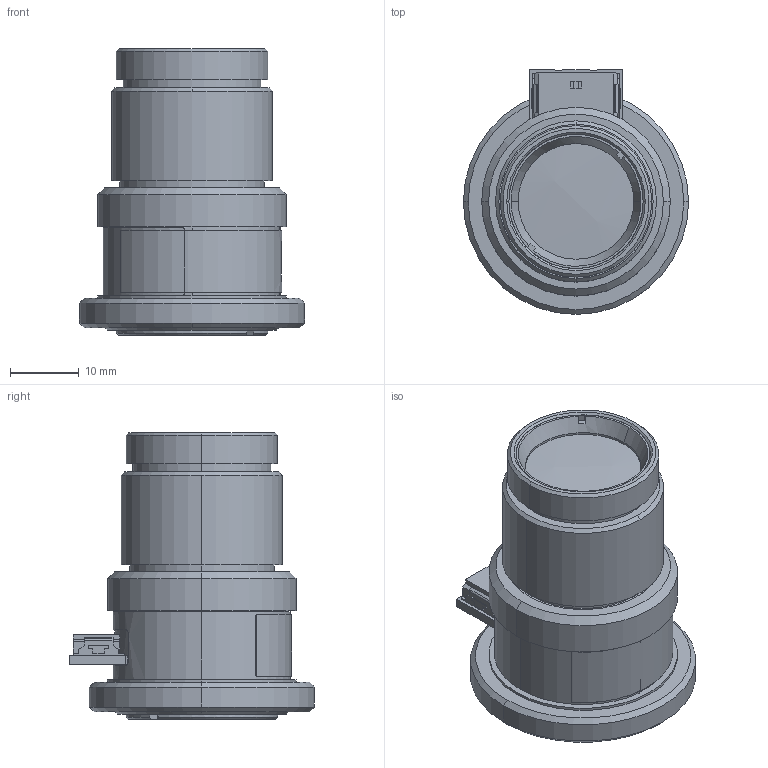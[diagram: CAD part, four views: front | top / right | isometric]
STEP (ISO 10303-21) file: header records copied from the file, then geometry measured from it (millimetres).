
FILE_DESCRIPTION (( 'STEP AP214' ), '1' );
FILE_NAME ('6GF35408EA020LL0_001_STEP.STEP', '2020-03-07T09:32:56', ( '' ), ( '' ), 'SwSTEP 2.0', 'SolidWorks 2019', '' );
FILE_SCHEMA (( 'AUTOMOTIVE_DESIGN' ));
Length unit declared in the file: millimetre
Products named in the file (1): 6GF35408EA020LL0_001_STEP
Bounding box: 32.7 x 35.55 x 41.64 mm (x, y, z)
Volume: 19809.6 mm3; surface area: 7251.3 mm2
Topology: 1 solids, 1 shells, 315 faces, 843 edges, 550 vertices
Faces by surface type: plane 203, cylinder 83, cone 23, torus 4, sphere 2
Entity records: 11486 total; most frequent: CARTESIAN_POINT 1887, ORIENTED_EDGE 1686, DIRECTION 1657, EDGE_CURVE 843, LINE 585, VECTOR 585, VERTEX_POINT 550, AXIS2_PLACEMENT_3D 536
